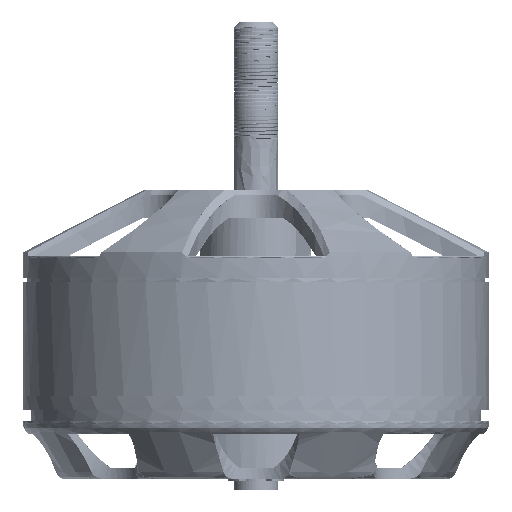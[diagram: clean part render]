
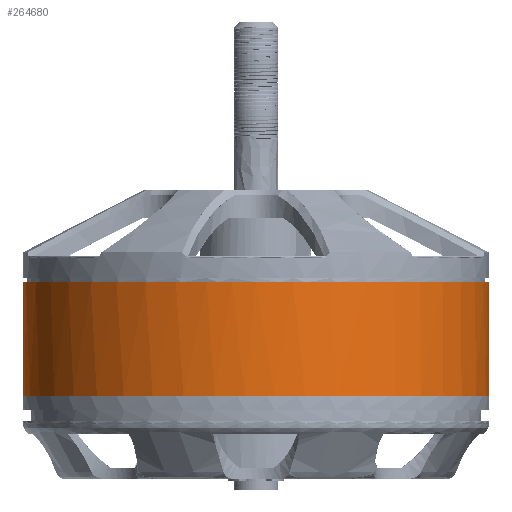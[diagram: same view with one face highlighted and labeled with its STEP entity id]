
A CAD part, left-side view. The second image highlights one B-rep face of the part: STEP entity #264680.
In plain terms, the highlighted free-form (B-spline) face has degree [2, 1] with [5, 2] control points.
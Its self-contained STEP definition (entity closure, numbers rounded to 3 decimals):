
#264680 = ADVANCED_FACE('',(#264681),#264723,.T.);
#264681 = FACE_BOUND('',#264682,.T.);
#264682 = EDGE_LOOP('',(#264683,#264693,#264701,#264708,#264718));
#264683 = ORIENTED_EDGE('',*,*,#264684,.T.);
#264684 = EDGE_CURVE('',#264685,#264687,#264689,.T.);
#264685 = VERTEX_POINT('',#264686);
#264686 = CARTESIAN_POINT('',(0.,31.132,26.261));
#264687 = VERTEX_POINT('',#264688);
#264688 = CARTESIAN_POINT('',(-31.132,0.,
    26.261));
#264689 = ( BOUNDED_CURVE() B_SPLINE_CURVE(2,(#264690,#264691,#264692),
.UNSPECIFIED.,.F.,.F.) B_SPLINE_CURVE_WITH_KNOTS((3,3),(0.,
1.571),.PIECEWISE_BEZIER_KNOTS.) CURVE() 
GEOMETRIC_REPRESENTATION_ITEM() RATIONAL_B_SPLINE_CURVE((1.,
0.707,1.)) REPRESENTATION_ITEM('') );
#264690 = CARTESIAN_POINT('',(0.,31.132,26.261));
#264691 = CARTESIAN_POINT('',(-31.132,31.132,
    26.261));
#264692 = CARTESIAN_POINT('',(-31.132,0.,
    26.261));
#264693 = ORIENTED_EDGE('',*,*,#264694,.T.);
#264694 = EDGE_CURVE('',#264687,#264695,#264697,.T.);
#264695 = VERTEX_POINT('',#264696);
#264696 = CARTESIAN_POINT('',(0.,-31.132,
    26.261));
#264697 = ( BOUNDED_CURVE() B_SPLINE_CURVE(2,(#264698,#264699,#264700),
.UNSPECIFIED.,.F.,.F.) B_SPLINE_CURVE_WITH_KNOTS((3,3),(0.,
1.571),.PIECEWISE_BEZIER_KNOTS.) CURVE() 
GEOMETRIC_REPRESENTATION_ITEM() RATIONAL_B_SPLINE_CURVE((1.,
0.707,1.)) REPRESENTATION_ITEM('') );
#264698 = CARTESIAN_POINT('',(-31.132,0.,26.261));
#264699 = CARTESIAN_POINT('',(-31.132,-31.132,
    26.261));
#264700 = CARTESIAN_POINT('',(0.,-31.132,
    26.261));
#264701 = ORIENTED_EDGE('',*,*,#264702,.T.);
#264702 = EDGE_CURVE('',#264695,#264703,#264705,.T.);
#264703 = VERTEX_POINT('',#264704);
#264704 = CARTESIAN_POINT('',(0.,-31.132,11.023));
#264705 = B_SPLINE_CURVE_WITH_KNOTS('',1,(#264706,#264707),
  .UNSPECIFIED.,.F.,.F.,(2,2),(0.,10.23),.PIECEWISE_BEZIER_KNOTS.);
#264706 = CARTESIAN_POINT('',(0.,-31.132,26.261));
#264707 = CARTESIAN_POINT('',(0.,-31.132,11.023));
#264708 = ORIENTED_EDGE('',*,*,#264709,.T.);
#264709 = EDGE_CURVE('',#264703,#264710,#264712,.T.);
#264710 = VERTEX_POINT('',#264711);
#264711 = CARTESIAN_POINT('',(0.,31.132,
    11.023));
#264712 = ( BOUNDED_CURVE() B_SPLINE_CURVE(2,(#264713,#264714,#264715,
#264716,#264717),.UNSPECIFIED.,.F.,.F.) B_SPLINE_CURVE_WITH_KNOTS((3,2,3
),(0.,1.571,3.142),.PIECEWISE_BEZIER_KNOTS.) CURVE() 
GEOMETRIC_REPRESENTATION_ITEM() RATIONAL_B_SPLINE_CURVE((1.,
0.707,1.,0.707,1.)) REPRESENTATION_ITEM('') );
#264713 = CARTESIAN_POINT('',(0.,-31.132,11.023));
#264714 = CARTESIAN_POINT('',(-31.132,-31.132,
    11.023));
#264715 = CARTESIAN_POINT('',(-31.132,0.,
    11.023));
#264716 = CARTESIAN_POINT('',(-31.132,31.132,
    11.023));
#264717 = CARTESIAN_POINT('',(0.,31.132,
    11.023));
#264718 = ORIENTED_EDGE('',*,*,#264719,.T.);
#264719 = EDGE_CURVE('',#264710,#264685,#264720,.T.);
#264720 = B_SPLINE_CURVE_WITH_KNOTS('',1,(#264721,#264722),
  .UNSPECIFIED.,.F.,.F.,(2,2),(0.,10.23),.PIECEWISE_BEZIER_KNOTS.);
#264721 = CARTESIAN_POINT('',(0.,31.132,11.023));
#264722 = CARTESIAN_POINT('',(0.,31.132,26.261));
#264723 = ( BOUNDED_SURFACE() B_SPLINE_SURFACE(2,1,(
    (#264724,#264725)
    ,(#264726,#264727)
    ,(#264728,#264729)
    ,(#264730,#264731)
    ,(#264732,#264733
)),.UNSPECIFIED.,.F.,.F.,.F.) B_SPLINE_SURFACE_WITH_KNOTS((3,2,3),(2,2),
  (3.142,4.712,6.283),(0.,10.23),
.PIECEWISE_BEZIER_KNOTS.) GEOMETRIC_REPRESENTATION_ITEM() 
RATIONAL_B_SPLINE_SURFACE((
    (1.,1.)
    ,(0.707,0.707)
    ,(1.,1.)
    ,(0.707,0.707)
,(1.,1.))) REPRESENTATION_ITEM('') SURFACE() );
#264724 = CARTESIAN_POINT('',(0.,-31.132,
    11.023));
#264725 = CARTESIAN_POINT('',(0.,-31.132,
    26.261));
#264726 = CARTESIAN_POINT('',(-31.132,-31.132,
    11.023));
#264727 = CARTESIAN_POINT('',(-31.132,-31.132,
    26.261));
#264728 = CARTESIAN_POINT('',(-31.132,0.,
    11.023));
#264729 = CARTESIAN_POINT('',(-31.132,0.,
    26.261));
#264730 = CARTESIAN_POINT('',(-31.132,31.132,
    11.023));
#264731 = CARTESIAN_POINT('',(-31.132,31.132,
    26.261));
#264732 = CARTESIAN_POINT('',(0.,31.132,
    11.023));
#264733 = CARTESIAN_POINT('',(0.,31.132,
    26.261));
